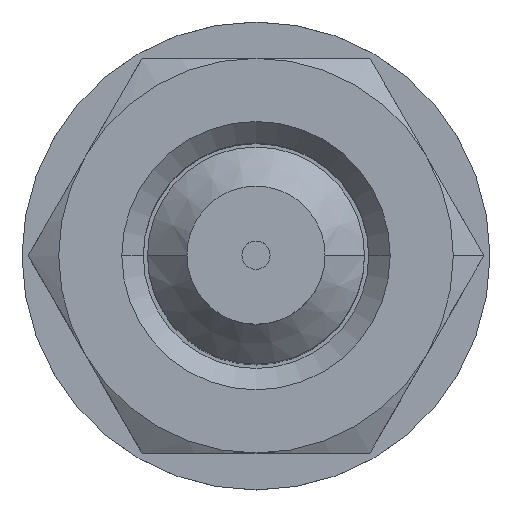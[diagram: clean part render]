
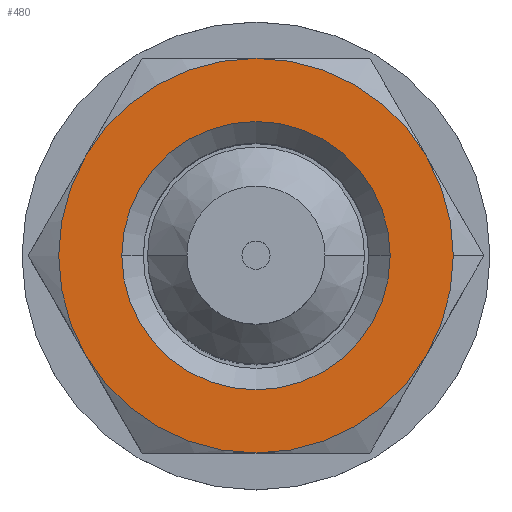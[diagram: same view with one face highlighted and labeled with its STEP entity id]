
A CAD part, top view. The second image highlights one B-rep face of the part: STEP entity #480.
In plain terms, the highlighted face is planar.
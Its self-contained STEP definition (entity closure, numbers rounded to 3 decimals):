
#19=CARTESIAN_POINT('',(0.,-2.2,0.));
#20=DIRECTION('',(0.,1.,0.));
#21=DIRECTION('',(1.,0.,0.));
#22=AXIS2_PLACEMENT_3D('',#19,#20,#21);
#24=CARTESIAN_POINT('',(0.,-2.2,0.));
#25=DIRECTION('',(0.,1.,0.));
#26=DIRECTION('',(0.5,0.,-0.866));
#27=AXIS2_PLACEMENT_3D('',#24,#25,#26);
#29=CARTESIAN_POINT('',(0.,-2.2,0.));
#30=DIRECTION('',(0.,1.,0.));
#31=DIRECTION('',(-0.5,0.,-0.866));
#32=AXIS2_PLACEMENT_3D('',#29,#30,#31);
#34=CARTESIAN_POINT('',(0.,-2.2,0.));
#35=DIRECTION('',(0.,1.,0.));
#36=DIRECTION('',(-1.,0.,0.));
#37=AXIS2_PLACEMENT_3D('',#34,#35,#36);
#39=CARTESIAN_POINT('',(0.,-2.2,0.));
#40=DIRECTION('',(0.,1.,0.));
#41=DIRECTION('',(-0.5,0.,0.866));
#42=AXIS2_PLACEMENT_3D('',#39,#40,#41);
#44=CARTESIAN_POINT('',(0.,-2.2,0.));
#45=DIRECTION('',(0.,1.,0.));
#46=DIRECTION('',(0.,0.,1.));
#47=AXIS2_PLACEMENT_3D('',#44,#45,#46);
#49=CARTESIAN_POINT('',(0.,-2.2,0.));
#50=DIRECTION('',(0.,1.,0.));
#51=DIRECTION('',(0.5,0.,0.866));
#52=AXIS2_PLACEMENT_3D('',#49,#50,#51);
#54=CARTESIAN_POINT('',(0.,-2.2,0.));
#55=DIRECTION('',(0.,-1.,0.));
#56=DIRECTION('',(0.,0.,1.));
#57=AXIS2_PLACEMENT_3D('',#54,#55,#56);
#59=CARTESIAN_POINT('',(0.,-2.2,0.));
#60=DIRECTION('',(0.,-1.,0.));
#61=DIRECTION('',(0.,0.,-1.));
#62=AXIS2_PLACEMENT_3D('',#59,#60,#61);
#70=CARTESIAN_POINT('',(3.5,-2.2,
0.));
#203=CARTESIAN_POINT('',(1.75,-2.2,3.031));
#266=CARTESIAN_POINT('',(-3.5,-2.2,
0.));
#283=CARTESIAN_POINT('',(-1.75,-2.2,
-3.031));
#326=CARTESIAN_POINT('',(1.75,-2.2,-3.031));
#371=CARTESIAN_POINT('',(0.,-2.2,-2.38));
#373=VERTEX_POINT('',#371);
#377=CARTESIAN_POINT('',(0.,-2.2,2.38));
#378=VERTEX_POINT('',#377);
#379=CARTESIAN_POINT('',(-1.75,-2.2,3.031));
#380=CARTESIAN_POINT('',(0.,-2.2,3.5));
#381=VERTEX_POINT('',#379);
#382=VERTEX_POINT('',#380);
#414=VERTEX_POINT('',#283);
#418=VERTEX_POINT('',#266);
#421=VERTEX_POINT('',#203);
#422=VERTEX_POINT('',#326);
#424=VERTEX_POINT('',#70);
#455=CARTESIAN_POINT('',(0.,-2.2,-0.001));
#456=DIRECTION('',(0.,1.,0.));
#457=DIRECTION('',(0.,0.,1.));
#458=AXIS2_PLACEMENT_3D('',#455,#456,#457);
#459=PLANE('',#458);
#461=ORIENTED_EDGE('',*,*,#460,.T.);
#463=ORIENTED_EDGE('',*,*,#462,.T.);
#465=ORIENTED_EDGE('',*,*,#464,.T.);
#467=ORIENTED_EDGE('',*,*,#466,.T.);
#469=ORIENTED_EDGE('',*,*,#468,.T.);
#471=ORIENTED_EDGE('',*,*,#470,.T.);
#473=ORIENTED_EDGE('',*,*,#472,.T.);
#474=EDGE_LOOP('',(#461,#463,#465,#467,#469,#471,#473));
#475=FACE_OUTER_BOUND('',#474,.F.);
#476=ORIENTED_EDGE('',*,*,#432,.T.);
#477=ORIENTED_EDGE('',*,*,#446,.T.);
#478=EDGE_LOOP('',(#476,#477));
#479=FACE_BOUND('',#478,.F.);
#480=ADVANCED_FACE('',(#475,#479),#459,.F.);
#23=CIRCLE('',#22,3.5);
#28=CIRCLE('',#27,3.5);
#33=CIRCLE('',#32,3.5);
#38=CIRCLE('',#37,3.5);
#43=CIRCLE('',#42,3.5);
#48=CIRCLE('',#47,3.5);
#53=CIRCLE('',#52,3.5);
#58=CIRCLE('',#57,2.38);
#63=CIRCLE('',#62,2.38);
#432=EDGE_CURVE('',#378,#373,#58,.T.);
#446=EDGE_CURVE('',#373,#378,#63,.T.);
#460=EDGE_CURVE('',#424,#422,#23,.T.);
#462=EDGE_CURVE('',#422,#414,#28,.T.);
#464=EDGE_CURVE('',#414,#418,#33,.T.);
#466=EDGE_CURVE('',#418,#381,#38,.T.);
#468=EDGE_CURVE('',#381,#382,#43,.T.);
#470=EDGE_CURVE('',#382,#421,#48,.T.);
#472=EDGE_CURVE('',#421,#424,#53,.T.);
